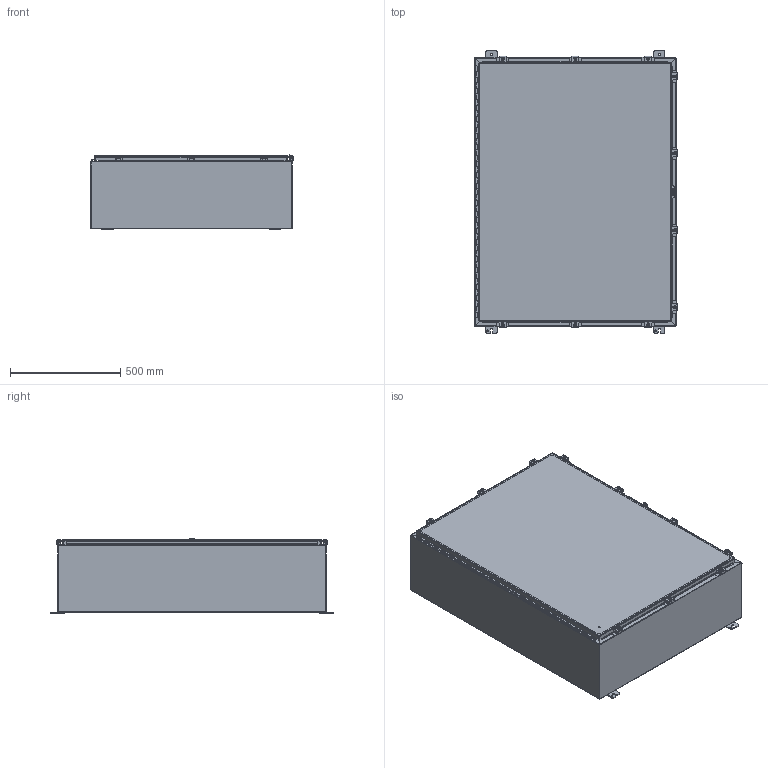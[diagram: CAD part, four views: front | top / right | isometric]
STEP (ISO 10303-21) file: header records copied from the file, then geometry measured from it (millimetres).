
FILE_DESCRIPTION(/* description */ ('ENCL,N4,CS, (48X36X12)'),/* implementation_level */ '2;1');
FILE_NAME(/* name */ 'N4483612.stp',/* time_stamp */ '2022-02-22T08:18:56-06:00',/* author */ ('dnichola'),/* organization */ (''),/* preprocessor_version */ 'ST-DEVELOPER v18.1',/* originating_system */ 'Autodesk Inventor 2020',/* authorisation */ '');
FILE_SCHEMA (('AUTOMOTIVE_DESIGN { 1 0 10303 214 3 1 1 }'));
Length unit declared in the file: inch
Products named in the file (20): N4483612; 38413; 34840; N43612TB; N4483612BLR; FOAM IN PLACE; 38846; 3293; N44836LID; 328115; 328115T; 328115L; 328115P; 30823; HFW30825; HFW30825-1; HFW30825-2;  HFW30825-3; HFW30825-4; 3889
Assembly tree (48 placements, depth 3):
  N4483612
    34840  x4
    38413
    N43612TB  x2
    N4483612BLR
    FOAM IN PLACE
    38846
    3293
    N44836LID
    328115
      328115T
      328115L
      328115P
    HFW30825  x10
      HFW30825-1
      HFW30825-2
       HFW30825-3
      HFW30825-4
    30823  x10
    3889  x8
Bounding box: 919.88 x 1282.7 x 340.62 mm (x, y, z)
Volume: 7619704.5 mm3; surface area: 7949375.2 mm2
Topology: 73 solids, 73 shells, 2076 faces, 5535 edges, 3639 vertices
Faces by surface type: plane 1133, cylinder 680, bspline 151, sphere 60, cone 30, torus 22
Full cylindrical faces by diameter (mm): 2.794 x6, 3.048 x1, 3.967 x1, 5.359 x10, 6.35 x11, 7.137 x10, 7.95 x4, 8.382 x16, 8.56 x1, 8.89 x10, 11.125 x4, 12.7 x11, 13.208 x10, 15.875 x8
Entity records: 31835 total; most frequent: CARTESIAN_POINT 7382, ORIENTED_EDGE 4870, DIRECTION 4863, EDGE_CURVE 2435, LINE 1673, VECTOR 1673, AXIS2_PLACEMENT_3D 1595, VERTEX_POINT 1586
